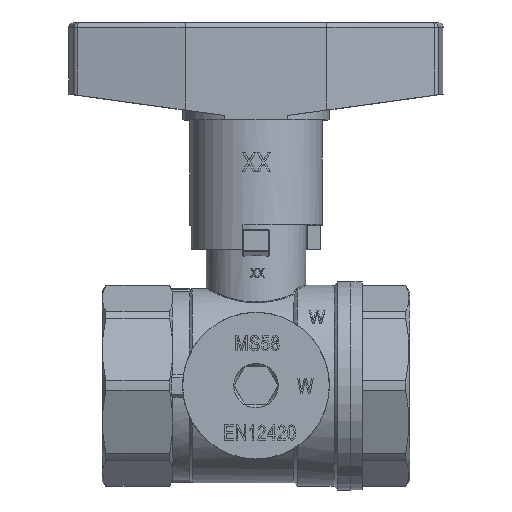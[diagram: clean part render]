
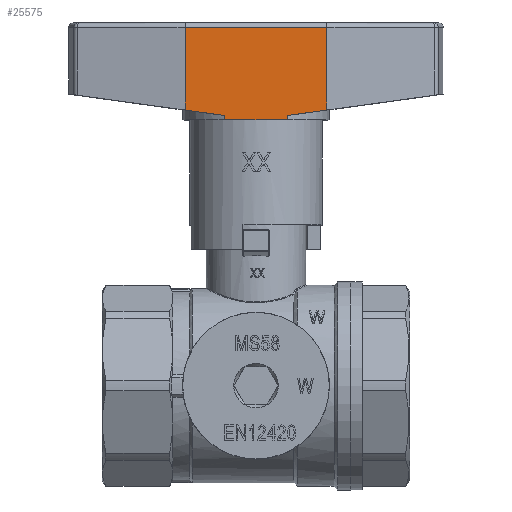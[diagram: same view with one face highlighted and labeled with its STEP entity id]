
A CAD part, top view. The second image highlights one B-rep face of the part: STEP entity #25575.
In plain terms, the highlighted face is planar.
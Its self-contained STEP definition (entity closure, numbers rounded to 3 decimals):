
#1297=LINE('',#43403,#3738);
#1310=LINE('',#43429,#3751);
#1324=LINE('',#43503,#3765);
#1336=LINE('',#43531,#3777);
#1337=LINE('',#43533,#3778);
#1338=LINE('',#43535,#3779);
#1339=LINE('',#43536,#3780);
#1340=LINE('',#43537,#3781);
#1341=LINE('',#43538,#3782);
#3738=VECTOR('',#34891,1000.);
#3751=VECTOR('',#34908,1000.);
#3765=VECTOR('',#34990,1000.);
#3777=VECTOR('',#35016,1000.);
#3778=VECTOR('',#35017,1000.);
#3779=VECTOR('',#35018,1000.);
#3780=VECTOR('',#35019,1000.);
#3781=VECTOR('',#35020,1000.);
#3782=VECTOR('',#35021,1000.);
#6484=ORIENTED_EDGE('',*,*,#14268,.F.);
#6485=ORIENTED_EDGE('',*,*,#14269,.T.);
#6486=ORIENTED_EDGE('',*,*,#14270,.F.);
#6487=ORIENTED_EDGE('',*,*,#14204,.F.);
#6488=ORIENTED_EDGE('',*,*,#14271,.F.);
#6489=ORIENTED_EDGE('',*,*,#14217,.T.);
#6490=ORIENTED_EDGE('',*,*,#14272,.F.);
#6491=ORIENTED_EDGE('',*,*,#14254,.F.);
#6492=ORIENTED_EDGE('',*,*,#14273,.F.);
#14204=EDGE_CURVE('',#18109,#18111,#1297,.T.);
#14217=EDGE_CURVE('',#18122,#18121,#1310,.T.);
#14254=EDGE_CURVE('',#18147,#18148,#1324,.T.);
#14268=EDGE_CURVE('',#18157,#18050,#1336,.T.);
#14269=EDGE_CURVE('',#18157,#18158,#1337,.T.);
#14270=EDGE_CURVE('',#18111,#18158,#1338,.T.);
#14271=EDGE_CURVE('',#18122,#18109,#1339,.T.);
#14272=EDGE_CURVE('',#18148,#18121,#1340,.T.);
#14273=EDGE_CURVE('',#18050,#18147,#1341,.T.);
#18050=VERTEX_POINT('',#43277);
#18109=VERTEX_POINT('',#43401);
#18111=VERTEX_POINT('',#43404);
#18121=VERTEX_POINT('',#43428);
#18122=VERTEX_POINT('',#43430);
#18147=VERTEX_POINT('',#43502);
#18148=VERTEX_POINT('',#43504);
#18157=VERTEX_POINT('',#43532);
#18158=VERTEX_POINT('',#43534);
#21090=EDGE_LOOP('',(#6484,#6485,#6486,#6487,#6488,#6489,#6490,#6491,#6492));
#22713=FACE_BOUND('',#21090,.T.);
#24302=PLANE('',#31996);
#25575=ADVANCED_FACE('',(#22713),#24302,.F.);
#31996=AXIS2_PLACEMENT_3D('',#43530,#35014,#35015);
#34891=DIRECTION('',(0.,0.,-1.));
#34908=DIRECTION('',(0.,0.,-1.));
#34990=DIRECTION('',(0.,0.,1.));
#35014=DIRECTION('',(0.,1.,0.));
#35015=DIRECTION('',(1.,0.,0.));
#35016=DIRECTION('',(-1.,0.,0.));
#35017=DIRECTION('',(0.,0.,1.));
#35018=DIRECTION('',(-0.991,0.,-0.137));
#35019=DIRECTION('',(1.,0.,0.));
#35020=DIRECTION('',(-0.991,0.,0.137));
#35021=DIRECTION('',(-1.,0.,0.));
#43277=CARTESIAN_POINT('',(0.,-14.,27.5));
#43401=CARTESIAN_POINT('',(15.,-14.,47.));
#43403=CARTESIAN_POINT('',(15.,-14.,48.));
#43404=CARTESIAN_POINT('',(15.,-14.,29.575));
#43428=CARTESIAN_POINT('',(-15.,-14.,29.575));
#43429=CARTESIAN_POINT('',(-15.,-14.,48.));
#43430=CARTESIAN_POINT('',(-15.,-14.,47.));
#43502=CARTESIAN_POINT('',(-6.652,-14.,27.5));
#43503=CARTESIAN_POINT('',(-6.652,-14.,46.));
#43504=CARTESIAN_POINT('',(-6.652,-14.,28.42));
#43530=CARTESIAN_POINT('',(6.652,-14.,48.));
#43531=CARTESIAN_POINT('',(0.,-14.,27.5));
#43532=CARTESIAN_POINT('',(6.652,-14.,27.5));
#43533=CARTESIAN_POINT('',(6.652,-14.,46.));
#43534=CARTESIAN_POINT('',(6.652,-14.,28.42));
#43535=CARTESIAN_POINT('',(4.164,-14.,28.076));
#43536=CARTESIAN_POINT('',(4.164,-14.,47.));
#43537=CARTESIAN_POINT('',(4.164,-14.,26.924));
#43538=CARTESIAN_POINT('',(0.,-14.,27.5));
